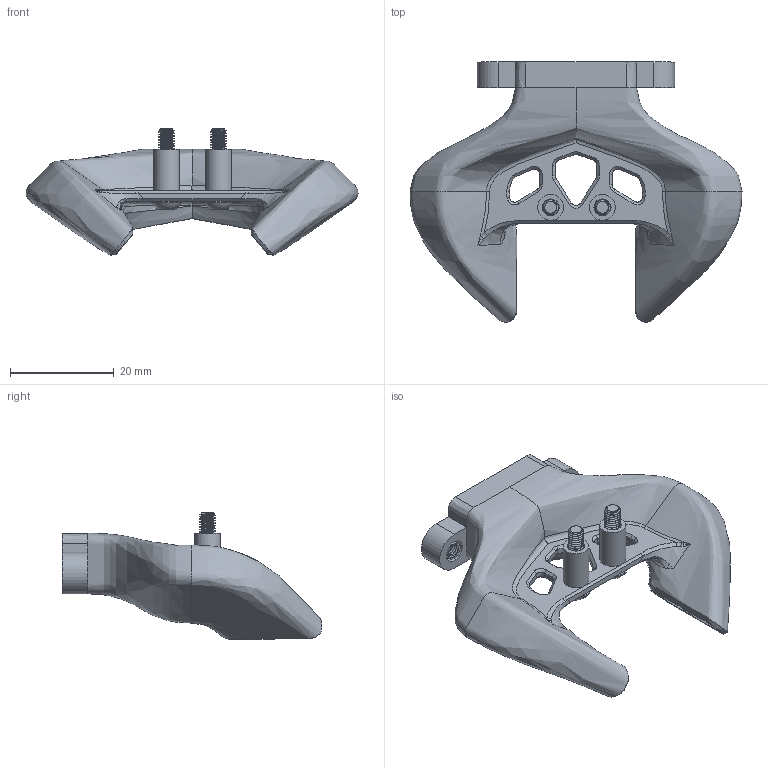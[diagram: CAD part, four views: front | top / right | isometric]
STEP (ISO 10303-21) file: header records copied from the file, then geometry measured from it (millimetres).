
FILE_DESCRIPTION(/* description */ (''),/* implementation_level */ '2;1');
FILE_NAME(/* name */ 'Goliath short fan duct.step',/* time_stamp */ '2023-02-21T09:45:38-05:00',/* author */ (''),/* organization */ (''),/* preprocessor_version */ 'ST-DEVELOPER v19.2',/* originating_system */ 'Autodesk Translation Framework v11.17.0.187',/* authorisation */ '');
FILE_SCHEMA (('AUTOMOTIVE_DESIGN { 1 0 10303 214 3 1 1 }'));
Length unit declared in the file: millimetre
Products named in the file (5): Goliath short Duct; hardware (11); Heat insert M3x4.6x5; M3 14mm Button Head; spacers (1)
Assembly tree (6 placements, depth 3):
  Goliath short Duct
    hardware (11)
      Heat insert M3x4.6x5  x2
      M3 14mm Button Head  x2
    spacers (1)
Bounding box: 64.01 x 50.12 x 24.46 mm (x, y, z)
Volume: 6814 mm3; surface area: 11156.6 mm2
Topology: 7 solids, 7 shells, 853 faces, 2267 edges, 1435 vertices
Faces by surface type: cylinder 281, bspline 269, cone 156, plane 143, torus 2, sphere 2
Full cylindrical faces by diameter (mm): 2.35 x52, 2.529 x2, 3 x70, 3.3 x2, 3.395 x8, 4.37 x2, 4.4 x2, 5 x2, 5.7 x2
Entity records: 31501 total; most frequent: CARTESIAN_POINT 19513, ORIENTED_EDGE 2832, DIRECTION 2006, EDGE_CURVE 1416, VERTEX_POINT 895, AXIS2_PLACEMENT_3D 872, B_SPLINE_CURVE_WITH_KNOTS 616, EDGE_LOOP 565
